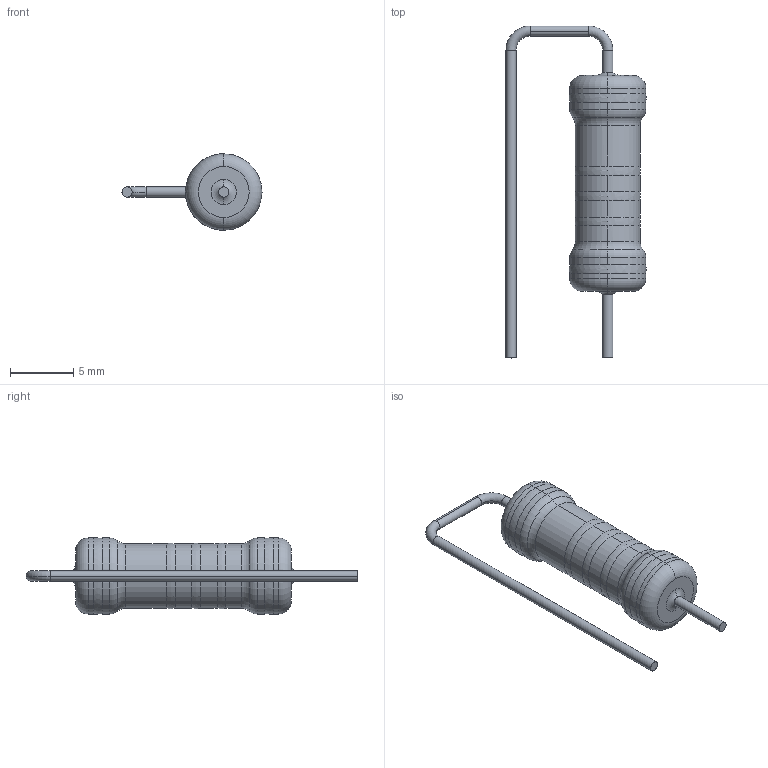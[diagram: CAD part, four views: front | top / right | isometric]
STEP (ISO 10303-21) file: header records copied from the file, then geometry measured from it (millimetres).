
FILE_DESCRIPTION (( 'STEP AP214' ), '1' );
FILE_NAME ('RES_AV_3W_300mil_0R_5%.STEP', '2022-06-21T07:42:25', ( '' ), ( '' ), 'SwSTEP 2.0', 'SolidWorks 2020', '' );
FILE_SCHEMA (( 'AUTOMOTIVE_DESIGN' ));
Length unit declared in the file: millimetre
Products named in the file (1): RES_AV_3W_300mil_0R_5%
Bounding box: 11.04 x 26.15 x 6.04 mm (x, y, z)
Volume: 413.1 mm3; surface area: 436.4 mm2
Topology: 1 solids, 1 shells, 58 faces, 167 edges, 103 vertices
Faces by surface type: cylinder 24, torus 20, sphere 10, plane 4
Entity records: 2436 total; most frequent: DIRECTION 378, CARTESIAN_POINT 289, ORIENTED_EDGE 284, AXIS2_PLACEMENT_3D 177, EDGE_CURVE 142, CIRCLE 118, VERTEX_POINT 88, UNCERTAINTY_MEASURE_WITH_UNIT 61
